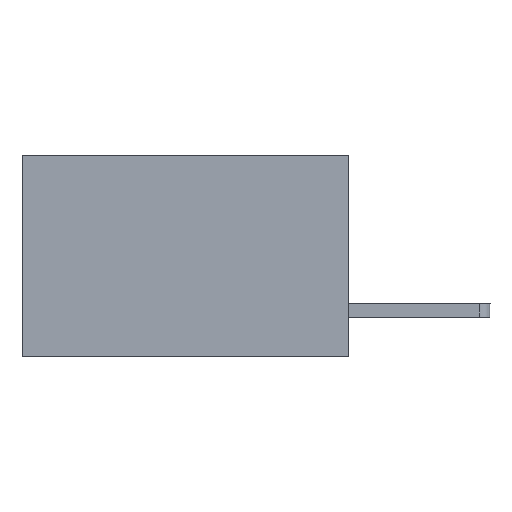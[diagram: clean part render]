
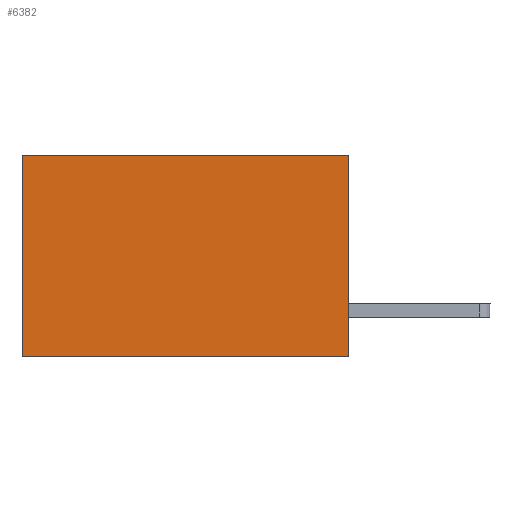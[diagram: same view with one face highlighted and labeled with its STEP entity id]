
A CAD part, left-side view. The second image highlights one B-rep face of the part: STEP entity #6382.
In plain terms, the highlighted planar face has unit normal (-1, 0, 0).
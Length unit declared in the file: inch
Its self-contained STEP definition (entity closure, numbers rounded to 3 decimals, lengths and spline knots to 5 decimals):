
#203 = VECTOR ( 'NONE', #3139, 39.37008 ) ;
#255 = DIRECTION ( 'NONE',  ( 0., 1., 0. ) ) ;
#570 = ORIENTED_EDGE ( 'NONE', *, *, #6738, .F. ) ;
#667 = VECTOR ( 'NONE', #255, 39.37008 ) ;
#1166 = EDGE_LOOP ( 'NONE', ( #2993, #570, #5005, #5654 ) ) ;
#1492 = CARTESIAN_POINT ( 'NONE',  ( 0.298, 0., -0.37 ) ) ;
#1715 = AXIS2_PLACEMENT_3D ( 'NONE', #8681, #6332, #9255 ) ;
#2081 = DIRECTION ( 'NONE',  ( 0., 0., -1. ) ) ;
#2432 = DIRECTION ( 'NONE',  ( 0., 1., 0. ) ) ;
#2874 = FACE_OUTER_BOUND ( 'NONE', #1166, .T. ) ;
#2993 = ORIENTED_EDGE ( 'NONE', *, *, #6362, .T. ) ;
#3095 = CARTESIAN_POINT ( 'NONE',  ( 0.298, 0., 0. ) ) ;
#3139 = DIRECTION ( 'NONE',  ( 0., 0., -1. ) ) ;
#3179 = LINE ( 'NONE', #3095, #203 ) ;
#3987 = VERTEX_POINT ( 'NONE', #1492 ) ;
#4009 = CARTESIAN_POINT ( 'NONE',  ( 0.298, 0., 0. ) ) ;
#4133 = VECTOR ( 'NONE', #2432, 39.37008 ) ;
#4285 = LINE ( 'NONE', #9295, #7941 ) ;
#4454 = LINE ( 'NONE', #7312, #667 ) ;
#4467 = LINE ( 'NONE', #7380, #4133 ) ;
#5005 = ORIENTED_EDGE ( 'NONE', *, *, #5786, .F. ) ;
#5159 = VERTEX_POINT ( 'NONE', #7091 ) ;
#5654 = ORIENTED_EDGE ( 'NONE', *, *, #7129, .T. ) ;
#5758 = PLANE ( 'NONE',  #1715 ) ;
#5786 = EDGE_CURVE ( 'NONE', #6201, #3987, #3179, .T. ) ;
#6201 = VERTEX_POINT ( 'NONE', #4009 ) ;
#6332 = DIRECTION ( 'NONE',  ( 1., 0., 0. ) ) ;
#6362 = EDGE_CURVE ( 'NONE', #5159, #7579, #4285, .T. ) ;
#6382 = ADVANCED_FACE ( 'NONE', ( #2874 ), #5758, .F. ) ;
#6738 = EDGE_CURVE ( 'NONE', #3987, #7579, #4467, .T. ) ;
#7091 = CARTESIAN_POINT ( 'NONE',  ( 0.298, 0.6, 0. ) ) ;
#7129 = EDGE_CURVE ( 'NONE', #6201, #5159, #4454, .T. ) ;
#7312 = CARTESIAN_POINT ( 'NONE',  ( 0.298, 0., 0. ) ) ;
#7380 = CARTESIAN_POINT ( 'NONE',  ( 0.298, 0., -0.37 ) ) ;
#7579 = VERTEX_POINT ( 'NONE', #8076 ) ;
#7941 = VECTOR ( 'NONE', #2081, 39.37008 ) ;
#8076 = CARTESIAN_POINT ( 'NONE',  ( 0.298, 0.6, -0.37 ) ) ;
#8681 = CARTESIAN_POINT ( 'NONE',  ( 0.298, 0., 0. ) ) ;
#9255 = DIRECTION ( 'NONE',  ( 0., 0., -1. ) ) ;
#9295 = CARTESIAN_POINT ( 'NONE',  ( 0.298, 0.6, 0. ) ) ;
